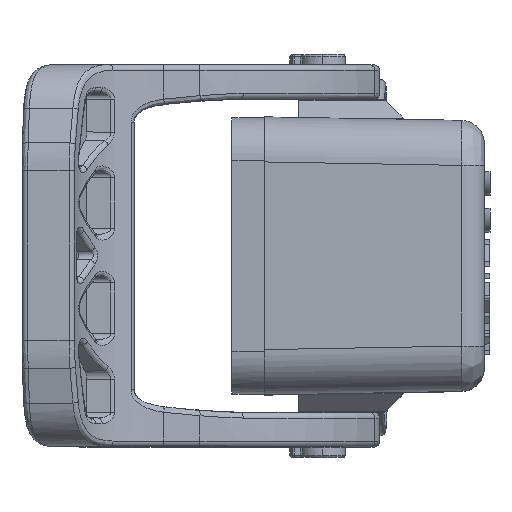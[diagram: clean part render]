
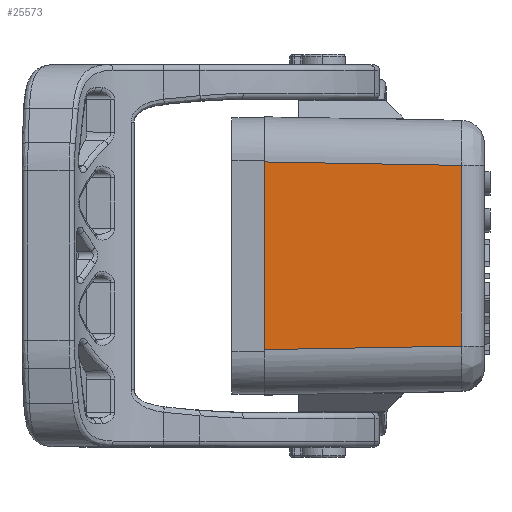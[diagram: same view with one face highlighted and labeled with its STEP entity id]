
A CAD part, top view. The second image highlights one B-rep face of the part: STEP entity #25573.
In plain terms, the highlighted planar face has unit normal (0.018, 0, 1).
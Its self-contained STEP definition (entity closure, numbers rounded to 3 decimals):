
#417=DIRECTION('',(0.,-1.,0.));
#418=VECTOR('',#417,15.7);
#419=CARTESIAN_POINT('',(-2.595,7.85,11.773));
#420=LINE('',#419,#418);
#1218=DIRECTION('',(0.,1.,0.));
#1219=VECTOR('',#1218,16.298);
#1220=CARTESIAN_POINT('',(-19.732,-8.149,
12.072));
#1221=LINE('',#1220,#1219);
#6903=DIRECTION('',(1.,0.017,-0.017));
#6904=VECTOR('',#6903,17.142);
#6905=CARTESIAN_POINT('',(-19.732,-8.149,
12.072));
#6906=LINE('',#6905,#6904);
#6907=DIRECTION('',(-1.,0.017,0.017));
#6908=VECTOR('',#6907,17.142);
#6909=CARTESIAN_POINT('',(-2.595,7.85,11.773));
#6910=LINE('',#6909,#6908);
#13611=CARTESIAN_POINT('',(-2.595,7.85,
11.773));
#13612=CARTESIAN_POINT('',(-19.732,8.149,
12.072));
#13613=VERTEX_POINT('',#13611);
#13614=VERTEX_POINT('',#13612);
#13655=CARTESIAN_POINT('',(-2.595,-7.85,
11.773));
#13656=VERTEX_POINT('',#13655);
#13661=CARTESIAN_POINT('',(-19.732,-8.149,
12.072));
#13662=VERTEX_POINT('',#13661);
#25562=CARTESIAN_POINT('',(-19.732,13.542,12.072));
#25563=DIRECTION('',(0.017,0.,1.));
#25564=DIRECTION('',(-1.,0.,0.017));
#25565=AXIS2_PLACEMENT_3D('',#25562,#25563,#25564);
#25566=PLANE('',#25565);
#25567=ORIENTED_EDGE('',*,*,#15609,.F.);
#25568=ORIENTED_EDGE('',*,*,#15540,.T.);
#25569=ORIENTED_EDGE('',*,*,#25553,.F.);
#25570=ORIENTED_EDGE('',*,*,#14442,.T.);
#25571=EDGE_LOOP('',(#25567,#25568,#25569,#25570));
#25572=FACE_OUTER_BOUND('',#25571,.F.);
#25573=ADVANCED_FACE('',(#25572),#25566,.T.);
#14442=EDGE_CURVE('',#13613,#13656,#420,.T.);
#15540=EDGE_CURVE('',#13662,#13614,#1221,.T.);
#15609=EDGE_CURVE('',#13662,#13656,#6906,.T.);
#25553=EDGE_CURVE('',#13613,#13614,#6910,.T.);
